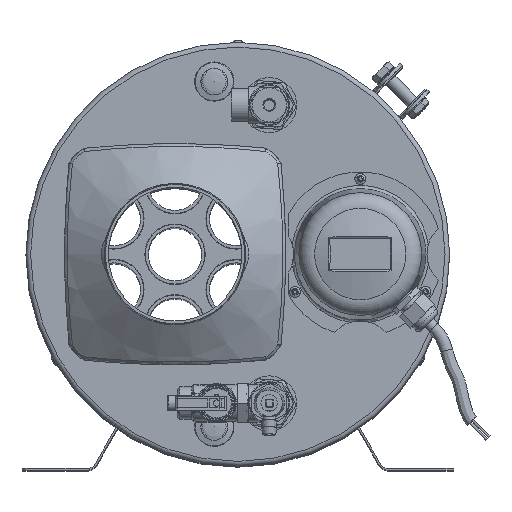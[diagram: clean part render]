
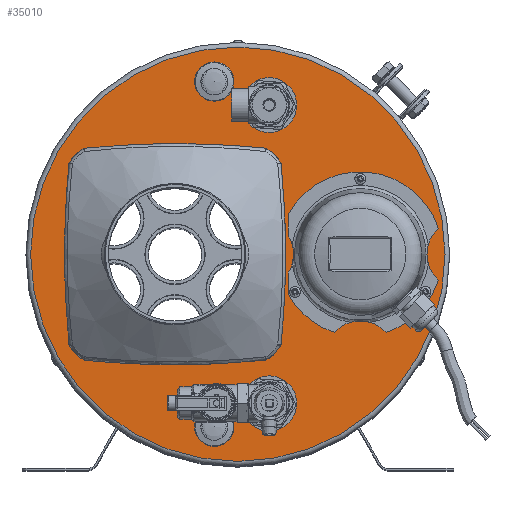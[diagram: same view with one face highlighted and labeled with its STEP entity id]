
A CAD part, top view. The second image highlights one B-rep face of the part: STEP entity #35010.
In plain terms, the highlighted face is planar.
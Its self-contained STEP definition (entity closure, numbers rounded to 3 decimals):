
#3016=FACE_BOUND('',#5520,.T.);
#3017=FACE_BOUND('',#5521,.T.);
#3018=FACE_BOUND('',#5522,.T.);
#3019=FACE_BOUND('',#5523,.T.);
#3020=FACE_BOUND('',#5524,.T.);
#3021=FACE_BOUND('',#5525,.T.);
#3377=FACE_OUTER_BOUND('',#5519,.T.);
#5519=EDGE_LOOP('',(#23765));
#5520=EDGE_LOOP('',(#23766,#23767,#23768,#23769,#23770,#23771,#23772,#23773,
#23774,#23775));
#5521=EDGE_LOOP('',(#23776));
#5522=EDGE_LOOP('',(#23777));
#5523=EDGE_LOOP('',(#23778));
#5524=EDGE_LOOP('',(#23779));
#5525=EDGE_LOOP('',(#23780));
#13177=CIRCLE('',#37587,132.);
#13178=CIRCLE('',#37588,590.602);
#13179=CIRCLE('',#37589,1.8);
#13180=CIRCLE('',#37590,20.809);
#13181=CIRCLE('',#37591,1.8);
#13182=CIRCLE('',#37592,590.602);
#13183=CIRCLE('',#37593,20.909);
#13184=CIRCLE('',#37594,590.702);
#13185=CIRCLE('',#37595,20.909);
#13186=CIRCLE('',#37596,590.702);
#13187=CIRCLE('',#37597,20.909);
#13188=CIRCLE('',#37598,8.5);
#13189=CIRCLE('',#37599,8.5);
#13190=CIRCLE('',#37600,40.5);
#13191=CIRCLE('',#37601,12.);
#13192=CIRCLE('',#37602,12.);
#14539=VERTEX_POINT('',#49804);
#14540=VERTEX_POINT('',#49806);
#14541=VERTEX_POINT('',#49807);
#14542=VERTEX_POINT('',#49809);
#14543=VERTEX_POINT('',#49811);
#14544=VERTEX_POINT('',#49813);
#14545=VERTEX_POINT('',#49815);
#14546=VERTEX_POINT('',#49817);
#14547=VERTEX_POINT('',#49819);
#14548=VERTEX_POINT('',#49821);
#14549=VERTEX_POINT('',#49823);
#14550=VERTEX_POINT('',#49826);
#14551=VERTEX_POINT('',#49828);
#14552=VERTEX_POINT('',#49830);
#14553=VERTEX_POINT('',#49832);
#14554=VERTEX_POINT('',#49834);
#18151=EDGE_CURVE('',#14539,#14539,#13177,.T.);
#18152=EDGE_CURVE('',#14540,#14541,#13178,.T.);
#18153=EDGE_CURVE('',#14542,#14540,#13179,.T.);
#18154=EDGE_CURVE('',#14543,#14542,#13180,.T.);
#18155=EDGE_CURVE('',#14544,#14543,#13181,.T.);
#18156=EDGE_CURVE('',#14545,#14544,#13182,.T.);
#18157=EDGE_CURVE('',#14546,#14545,#13183,.T.);
#18158=EDGE_CURVE('',#14547,#14546,#13184,.T.);
#18159=EDGE_CURVE('',#14548,#14547,#13185,.T.);
#18160=EDGE_CURVE('',#14549,#14548,#13186,.T.);
#18161=EDGE_CURVE('',#14541,#14549,#13187,.T.);
#18162=EDGE_CURVE('',#14550,#14550,#13188,.T.);
#18163=EDGE_CURVE('',#14551,#14551,#13189,.T.);
#18164=EDGE_CURVE('',#14552,#14552,#13190,.T.);
#18165=EDGE_CURVE('',#14553,#14553,#13191,.T.);
#18166=EDGE_CURVE('',#14554,#14554,#13192,.T.);
#23765=ORIENTED_EDGE('',*,*,#18151,.T.);
#23766=ORIENTED_EDGE('',*,*,#18152,.F.);
#23767=ORIENTED_EDGE('',*,*,#18153,.F.);
#23768=ORIENTED_EDGE('',*,*,#18154,.F.);
#23769=ORIENTED_EDGE('',*,*,#18155,.F.);
#23770=ORIENTED_EDGE('',*,*,#18156,.F.);
#23771=ORIENTED_EDGE('',*,*,#18157,.F.);
#23772=ORIENTED_EDGE('',*,*,#18158,.F.);
#23773=ORIENTED_EDGE('',*,*,#18159,.F.);
#23774=ORIENTED_EDGE('',*,*,#18160,.F.);
#23775=ORIENTED_EDGE('',*,*,#18161,.F.);
#23776=ORIENTED_EDGE('',*,*,#18162,.F.);
#23777=ORIENTED_EDGE('',*,*,#18163,.F.);
#23778=ORIENTED_EDGE('',*,*,#18164,.F.);
#23779=ORIENTED_EDGE('',*,*,#18165,.F.);
#23780=ORIENTED_EDGE('',*,*,#18166,.F.);
#33998=PLANE('',#37586);
#35010=ADVANCED_FACE('',(#3377,#3016,#3017,#3018,#3019,#3020,#3021),#33998,
 .T.);
#37586=AXIS2_PLACEMENT_3D('',#49803,#41079,#41080);
#37587=AXIS2_PLACEMENT_3D('',#49805,#41081,#41082);
#37588=AXIS2_PLACEMENT_3D('',#49808,#41083,#41084);
#37589=AXIS2_PLACEMENT_3D('',#49810,#41085,#41086);
#37590=AXIS2_PLACEMENT_3D('',#49812,#41087,#41088);
#37591=AXIS2_PLACEMENT_3D('',#49814,#41089,#41090);
#37592=AXIS2_PLACEMENT_3D('',#49816,#41091,#41092);
#37593=AXIS2_PLACEMENT_3D('',#49818,#41093,#41094);
#37594=AXIS2_PLACEMENT_3D('',#49820,#41095,#41096);
#37595=AXIS2_PLACEMENT_3D('',#49822,#41097,#41098);
#37596=AXIS2_PLACEMENT_3D('',#49824,#41099,#41100);
#37597=AXIS2_PLACEMENT_3D('',#49825,#41101,#41102);
#37598=AXIS2_PLACEMENT_3D('',#49827,#41103,#41104);
#37599=AXIS2_PLACEMENT_3D('',#49829,#41105,#41106);
#37600=AXIS2_PLACEMENT_3D('',#49831,#41107,#41108);
#37601=AXIS2_PLACEMENT_3D('',#49833,#41109,#41110);
#37602=AXIS2_PLACEMENT_3D('',#49835,#41111,#41112);
#41079=DIRECTION('center_axis',(0.,1.,0.));
#41080=DIRECTION('ref_axis',(-1.,0.,0.));
#41081=DIRECTION('center_axis',(0.,1.,0.));
#41082=DIRECTION('ref_axis',(-1.,0.,0.));
#41083=DIRECTION('center_axis',(0.,1.,0.));
#41084=DIRECTION('ref_axis',(-1.,0.,0.));
#41085=DIRECTION('center_axis',(0.,1.,0.));
#41086=DIRECTION('ref_axis',(-1.,0.,0.));
#41087=DIRECTION('center_axis',(0.,1.,0.));
#41088=DIRECTION('ref_axis',(-1.,0.,0.));
#41089=DIRECTION('center_axis',(0.,1.,0.));
#41090=DIRECTION('ref_axis',(-1.,0.,0.));
#41091=DIRECTION('center_axis',(0.,1.,0.));
#41092=DIRECTION('ref_axis',(-1.,0.,0.));
#41093=DIRECTION('center_axis',(0.,1.,0.));
#41094=DIRECTION('ref_axis',(-1.,0.,0.));
#41095=DIRECTION('center_axis',(0.,1.,0.));
#41096=DIRECTION('ref_axis',(-1.,0.,0.));
#41097=DIRECTION('center_axis',(0.,1.,0.));
#41098=DIRECTION('ref_axis',(-1.,0.,0.));
#41099=DIRECTION('center_axis',(0.,1.,0.));
#41100=DIRECTION('ref_axis',(-1.,0.,0.));
#41101=DIRECTION('center_axis',(0.,1.,0.));
#41102=DIRECTION('ref_axis',(-1.,0.,0.));
#41103=DIRECTION('center_axis',(0.,1.,0.));
#41104=DIRECTION('ref_axis',(0.,0.,1.));
#41105=DIRECTION('center_axis',(0.,1.,0.));
#41106=DIRECTION('ref_axis',(0.,0.,1.));
#41107=DIRECTION('center_axis',(0.,1.,0.));
#41108=DIRECTION('ref_axis',(0.,0.,1.));
#41109=DIRECTION('center_axis',(0.,1.,0.));
#41110=DIRECTION('ref_axis',(0.,0.,1.));
#41111=DIRECTION('center_axis',(0.,1.,0.));
#41112=DIRECTION('ref_axis',(0.,0.,1.));
#49803=CARTESIAN_POINT('Origin',(0.,25.,0.));
#49804=CARTESIAN_POINT('',(132.,25.,0.));
#49805=CARTESIAN_POINT('Origin',(0.,25.,0.));
#49806=CARTESIAN_POINT('',(26.46,25.,56.822));
#49807=CARTESIAN_POINT('',(26.4,25.,-57.437));
#49808=CARTESIAN_POINT('Origin',(-561.402,25.,0.));
#49809=CARTESIAN_POINT('',(26.263,25.,57.484));
#49810=CARTESIAN_POINT('Origin',(24.669,25.,56.649));
#49811=CARTESIAN_POINT('',(17.484,25.,66.263));
#49812=CARTESIAN_POINT('Origin',(7.829,25.,47.829));
#49813=CARTESIAN_POINT('',(16.822,25.,66.46));
#49814=CARTESIAN_POINT('Origin',(16.649,25.,64.669));
#49815=CARTESIAN_POINT('',(-97.437,25.,66.4));
#49816=CARTESIAN_POINT('Origin',(-40.,25.,-521.402));
#49817=CARTESIAN_POINT('',(-106.525,25.,57.193));
#49818=CARTESIAN_POINT('Origin',(-87.829,25.,47.829));
#49819=CARTESIAN_POINT('',(-106.525,25.,-57.193));
#49820=CARTESIAN_POINT('Origin',(481.402,25.,0.));
#49821=CARTESIAN_POINT('',(-97.193,25.,-66.525));
#49822=CARTESIAN_POINT('Origin',(-87.829,25.,-47.829));
#49823=CARTESIAN_POINT('',(17.193,25.,-66.525));
#49824=CARTESIAN_POINT('Origin',(-40.,25.,521.402));
#49825=CARTESIAN_POINT('Origin',(7.829,25.,-47.829));
#49826=CARTESIAN_POINT('',(-15.,25.,-118.5));
#49827=CARTESIAN_POINT('Origin',(-15.,25.,-110.));
#49828=CARTESIAN_POINT('',(-15.,25.,101.5));
#49829=CARTESIAN_POINT('Origin',(-15.,25.,110.));
#49830=CARTESIAN_POINT('',(78.,25.,-40.5));
#49831=CARTESIAN_POINT('Origin',(78.,25.,0.));
#49832=CARTESIAN_POINT('',(20.,25.,-107.));
#49833=CARTESIAN_POINT('Origin',(20.,25.,-95.));
#49834=CARTESIAN_POINT('',(20.,25.,83.));
#49835=CARTESIAN_POINT('Origin',(20.,25.,95.));
